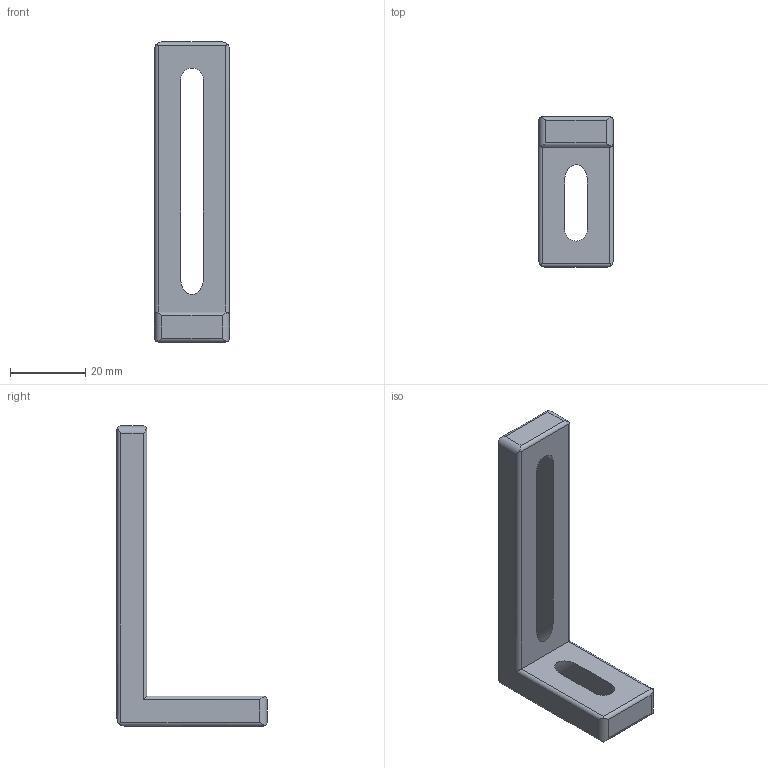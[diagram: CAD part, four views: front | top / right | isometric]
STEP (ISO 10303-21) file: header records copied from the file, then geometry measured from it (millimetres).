
FILE_DESCRIPTION(/* description */ ('Befestigungswinkel 80x40x20'),/* implementation_level */ '2;1');
FILE_NAME(/* name */ 'Syskomp 202350103 Befestigungswinkel 80x40x20.stp',/* time_stamp */ '2017-10-06T12:17:02+02:00',/* author */ ('wheldmann'),/* organization */ (''),/* preprocessor_version */ 'ST-DEVELOPER v16.1',/* originating_system */ 'Autodesk Inventor 2016',/* authorisation */ '');
FILE_SCHEMA (('AUTOMOTIVE_DESIGN { 1 0 10303 214 3 1 1 }'));
Length unit declared in the file: millimetre
Products named in the file (1): 202350103 Befestigungswinkel 80x40x20
Bounding box: 20 x 40 x 80 mm (x, y, z)
Volume: 13591.2 mm3; surface area: 6830.5 mm2
Topology: 1 solids, 1 shells, 33 faces, 91 edges, 60 vertices
Faces by surface type: cylinder 21, plane 12
Entity records: 1184 total; most frequent: CARTESIAN_POINT 321, ORIENTED_EDGE 182, DIRECTION 159, EDGE_CURVE 91, VERTEX_POINT 60, AXIS2_PLACEMENT_3D 54, LINE 51, VECTOR 51
